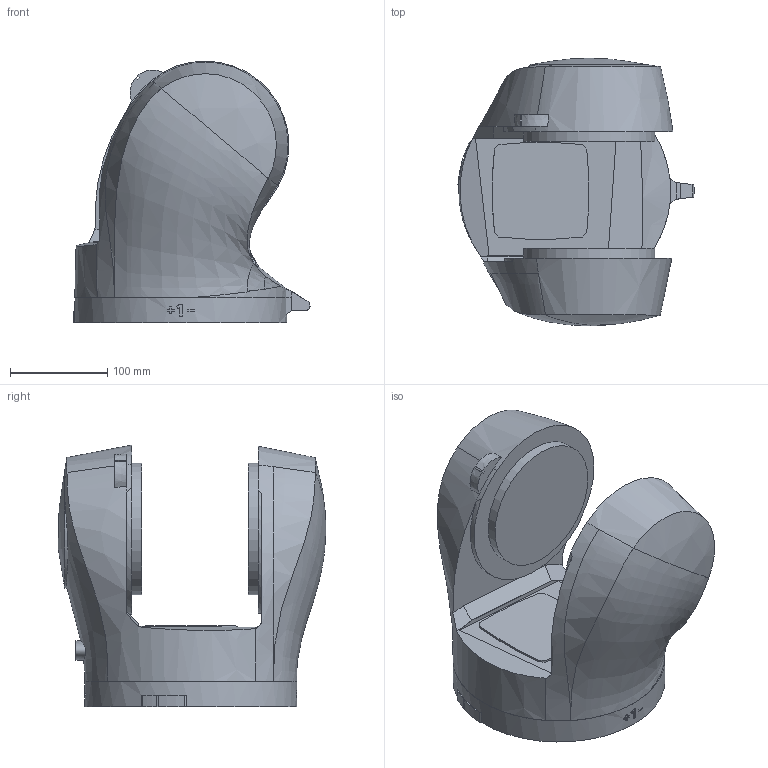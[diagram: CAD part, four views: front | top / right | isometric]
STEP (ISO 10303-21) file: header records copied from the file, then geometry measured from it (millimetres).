
FILE_DESCRIPTION(('FreeCAD Model'),'2;1');
FILE_NAME('kuka_joint_1.step','2020-10-31T05:46:14',( 'Author'),(''),'Open CASCADE STEP processor 7.3','FreeCAD','Unknown' );
FILE_SCHEMA(('AUTOMOTIVE_DESIGN { 1 0 10303 214 1 1 1 1 }'));
Length unit declared in the file: millimetre
Products named in the file (2): KR6_KR10_R900_sixx001; KR6_KR10_R900_sixx_4
Assembly tree (1 placements, depth 2):
  KR6_KR10_R900_sixx001
    KR6_KR10_R900_sixx_4
Bounding box: 242.8 x 275.09 x 269.33 mm (x, y, z)
Volume: 6276775.7 mm3; surface area: 298531.2 mm2
Topology: 1 solids, 1 shells, 149 faces, 400 edges, 265 vertices
Faces by surface type: plane 99, cylinder 25, bspline 17, cone 4, sphere 3, torus 1
Full cylindrical faces by diameter (mm): 4 x2, 135 x2, 180 x1, 218.02 x1
Entity records: 22569 total; most frequent: CARTESIAN_POINT 13879, DIRECTION 1307, ORIENTED_EDGE 800, PCURVE 800, DEFINITIONAL_REPRESENTATION 800, LINE 662, VECTOR 662, EDGE_CURVE 400
